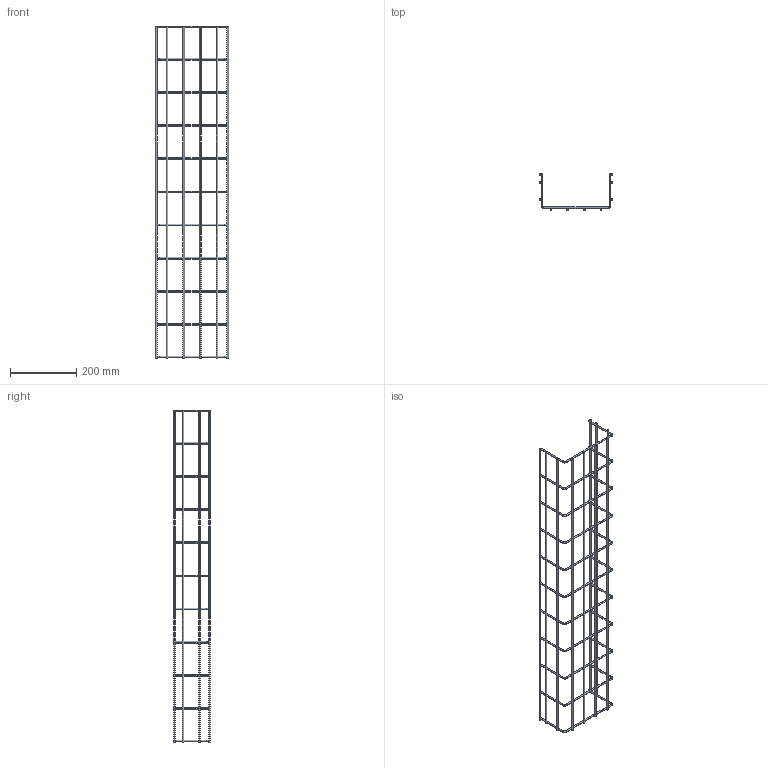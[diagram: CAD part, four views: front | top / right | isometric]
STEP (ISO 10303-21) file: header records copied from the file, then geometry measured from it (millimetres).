
FILE_DESCRIPTION (( 'STEP AP203' ), '1' );
FILE_NAME ('00406492.STEP', '2021-06-30T09:41:18', ( '' ), ( '' ), 'SwSTEP 2.0', 'SolidWorks 2020', '' );
FILE_SCHEMA (( 'CONFIG_CONTROL_DESIGN' ));
Length unit declared in the file: inch
Products named in the file (3): 00406492; Cable Tray Zinc 12(120) inches L; Cable Tray Zinc 8inches W 4inches D
Assembly tree (21 placements, depth 2):
  00406492
    Cable Tray Zinc 8inches W 4inches D  x11
    Cable Tray Zinc 12(120) inches L  x10
Bounding box: 220 x 110 x 1000 mm (x, y, z)
Volume: 283583 mm3; surface area: 227718.9 mm2
Topology: 21 solids, 21 shells, 172 faces, 324 edges, 194 vertices
Faces by surface type: cylinder 86, torus 44, plane 42
Entity records: 1323 total; most frequent: DIRECTION 124, CARTESIAN_POINT 100, ORIENTED_EDGE 60, AXIS2_PLACEMENT_3D 58, CALENDAR_DATE 57, DATE_AND_TIME 57, LOCAL_TIME 57, COORDINATED_UNIVERSAL_TIME_OFFSET 57
